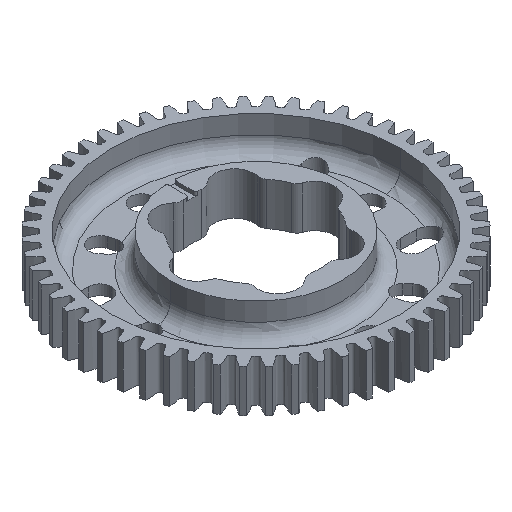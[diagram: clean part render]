
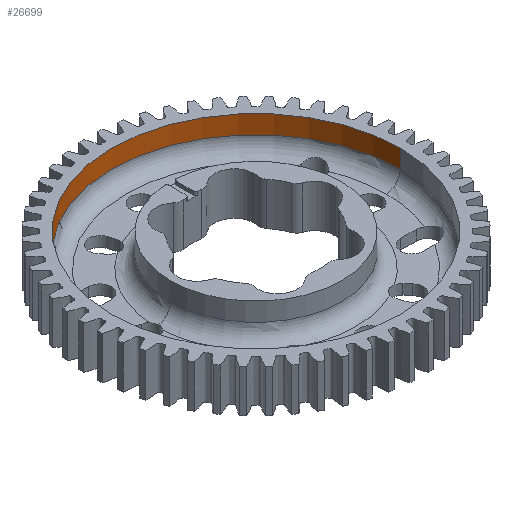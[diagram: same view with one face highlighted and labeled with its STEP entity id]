
A CAD part, isometric view. The second image highlights one B-rep face of the part: STEP entity #26699.
In plain terms, the highlighted cylindrical face has radius 32.068 mm (diameter 64.135 mm), a partial arc.
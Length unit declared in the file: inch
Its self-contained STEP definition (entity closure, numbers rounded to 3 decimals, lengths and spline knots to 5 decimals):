
#2151 = AXIS2_PLACEMENT_3D ( 'NONE', #16168, #20764, #7283 ) ;
#2207 = VERTEX_POINT ( 'NONE', #5787 ) ;
#2490 = DIRECTION ( 'NONE',  ( 1., 0., 0. ) ) ;
#3598 = VECTOR ( 'NONE', #14532, 39.37008 ) ;
#3916 = DIRECTION ( 'NONE',  ( 1., 0., 0. ) ) ;
#3983 = EDGE_LOOP ( 'NONE', ( #28488, #11748, #17686, #28741 ) ) ;
#4101 = AXIS2_PLACEMENT_3D ( 'NONE', #11242, #16109, #2490 ) ;
#4346 = CARTESIAN_POINT ( 'NONE',  ( -1.2625, 0., 0.1875 ) ) ;
#4697 = DIRECTION ( 'NONE',  ( 0., 0., 1. ) ) ;
#4858 = VERTEX_POINT ( 'NONE', #4346 ) ;
#5491 = LINE ( 'NONE', #9647, #3598 ) ;
#5765 = EDGE_CURVE ( 'NONE', #24781, #4858, #8843, .T. ) ;
#5787 = CARTESIAN_POINT ( 'NONE',  ( -1.2625, 0., 0.0275 ) ) ;
#6288 = CYLINDRICAL_SURFACE ( 'NONE', #14920, 1.2625 ) ;
#6762 = LINE ( 'NONE', #15950, #8763 ) ;
#7283 = DIRECTION ( 'NONE',  ( 1., 0., 0. ) ) ;
#8763 = VECTOR ( 'NONE', #4697, 39.37008 ) ;
#8843 = CIRCLE ( 'NONE', #4101, 1.2625 ) ;
#8985 = EDGE_CURVE ( 'NONE', #2207, #4858, #5491, .T. ) ;
#9266 = VERTEX_POINT ( 'NONE', #11832 ) ;
#9647 = CARTESIAN_POINT ( 'NONE',  ( -1.2625, 0., -3.75839 ) ) ;
#11242 = CARTESIAN_POINT ( 'NONE',  ( 0., 0., 0.1875 ) ) ;
#11748 = ORIENTED_EDGE ( 'NONE', *, *, #16793, .T. ) ;
#11832 = CARTESIAN_POINT ( 'NONE',  ( 1.2625, 0., 0.0275 ) ) ;
#14532 = DIRECTION ( 'NONE',  ( 0., 0., 1. ) ) ;
#14920 = AXIS2_PLACEMENT_3D ( 'NONE', #24205, #24500, #3916 ) ;
#15950 = CARTESIAN_POINT ( 'NONE',  ( 1.2625, 0., -3.75839 ) ) ;
#16105 = EDGE_CURVE ( 'NONE', #9266, #24781, #6762, .T. ) ;
#16109 = DIRECTION ( 'NONE',  ( 0., 0., 1. ) ) ;
#16168 = CARTESIAN_POINT ( 'NONE',  ( 0., 0., 0.0275 ) ) ;
#16793 = EDGE_CURVE ( 'NONE', #2207, #9266, #27185, .T. ) ;
#17451 = CARTESIAN_POINT ( 'NONE',  ( 1.2625, 0., 0.1875 ) ) ;
#17686 = ORIENTED_EDGE ( 'NONE', *, *, #16105, .T. ) ;
#20764 = DIRECTION ( 'NONE',  ( 0., 0., -1. ) ) ;
#24205 = CARTESIAN_POINT ( 'NONE',  ( 0., 0., -3.75839 ) ) ;
#24349 = FACE_OUTER_BOUND ( 'NONE', #3983, .T. ) ;
#24500 = DIRECTION ( 'NONE',  ( 0., 0., 1. ) ) ;
#24781 = VERTEX_POINT ( 'NONE', #17451 ) ;
#26699 = ADVANCED_FACE ( 'NONE', ( #24349 ), #6288, .F. ) ;
#27185 = CIRCLE ( 'NONE', #2151, 1.2625 ) ;
#28488 = ORIENTED_EDGE ( 'NONE', *, *, #8985, .F. ) ;
#28741 = ORIENTED_EDGE ( 'NONE', *, *, #5765, .T. ) ;
